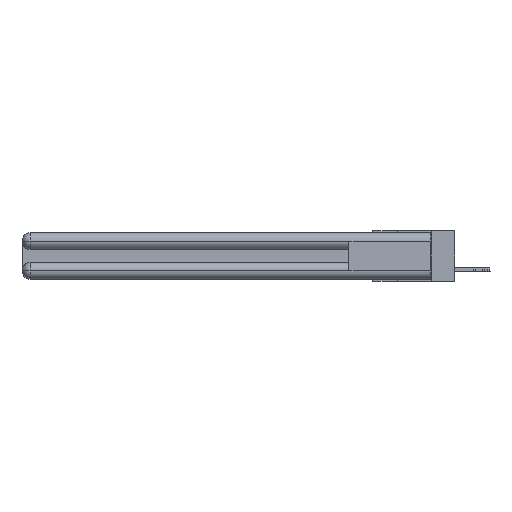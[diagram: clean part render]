
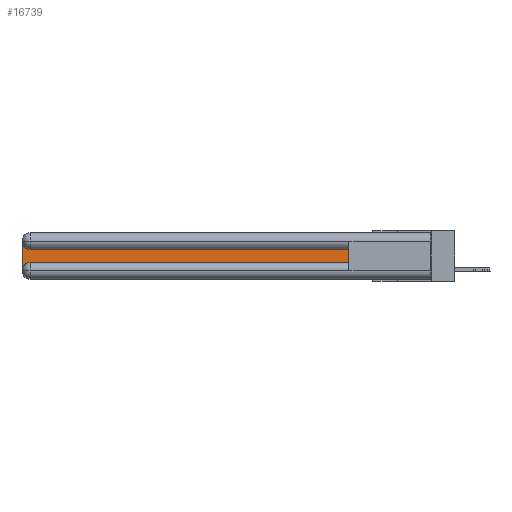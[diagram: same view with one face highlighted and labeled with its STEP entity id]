
A CAD part, left-side view. The second image highlights one B-rep face of the part: STEP entity #16739.
In plain terms, the highlighted planar face has unit normal (-1, 0, 0).
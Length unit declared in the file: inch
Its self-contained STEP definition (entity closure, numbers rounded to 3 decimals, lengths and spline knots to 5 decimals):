
#272 = ORIENTED_EDGE ( 'NONE', *, *, #26500, .T. ) ;
#605 = CARTESIAN_POINT ( 'NONE',  ( 0.075, 2.94, -0.2175 ) ) ;
#662 = FACE_OUTER_BOUND ( 'NONE', #5319, .T. ) ;
#1146 = EDGE_CURVE ( 'NONE', #18607, #14057, #22466, .T. ) ;
#1599 = CARTESIAN_POINT ( 'NONE',  ( 0.075, 0.6, -0.2175 ) ) ;
#3219 = VECTOR ( 'NONE', #14851, 39.37008 ) ;
#3328 = ORIENTED_EDGE ( 'NONE', *, *, #28552, .T. ) ;
#3622 = ORIENTED_EDGE ( 'NONE', *, *, #28644, .T. ) ;
#3724 = AXIS2_PLACEMENT_3D ( 'NONE', #13472, #27159, #21033 ) ;
#3915 = CARTESIAN_POINT ( 'NONE',  ( 0.075, 3., -0.2775 ) ) ;
#4652 = AXIS2_PLACEMENT_3D ( 'NONE', #28036, #7924, #5230 ) ;
#5230 = DIRECTION ( 'NONE',  ( 0., 0., -1. ) ) ;
#5319 = EDGE_LOOP ( 'NONE', ( #272, #29589, #3328, #18010, #3622, #20252 ) ) ;
#7626 = EDGE_CURVE ( 'NONE', #20085, #28141, #24539, .T. ) ;
#7924 = DIRECTION ( 'NONE',  ( 1., 0., 0. ) ) ;
#8125 = CARTESIAN_POINT ( 'NONE',  ( 0.075, 0.6, -0.1225 ) ) ;
#8788 = CIRCLE ( 'NONE', #4652, 0.06 ) ;
#9031 = PLANE ( 'NONE',  #3724 ) ;
#11210 = VECTOR ( 'NONE', #13571, 39.37008 ) ;
#12456 = CARTESIAN_POINT ( 'NONE',  ( 0.075, 3., -0.2175 ) ) ;
#13472 = CARTESIAN_POINT ( 'NONE',  ( 0.075, 3., -0.1225 ) ) ;
#13571 = DIRECTION ( 'NONE',  ( 0., 1., 0. ) ) ;
#14057 = VERTEX_POINT ( 'NONE', #8125 ) ;
#14126 = CARTESIAN_POINT ( 'NONE',  ( 0.075, 0.6, -0.2175 ) ) ;
#14362 = DIRECTION ( 'NONE',  ( 0., 0., -1. ) ) ;
#14435 = DIRECTION ( 'NONE',  ( 0., 0., -1. ) ) ;
#14851 = DIRECTION ( 'NONE',  ( 0., -1., 0. ) ) ;
#16739 = ADVANCED_FACE ( 'NONE', ( #662 ), #9031, .F. ) ;
#17141 = VECTOR ( 'NONE', #14435, 39.37008 ) ;
#18010 = ORIENTED_EDGE ( 'NONE', *, *, #26083, .T. ) ;
#18607 = VERTEX_POINT ( 'NONE', #14126 ) ;
#18915 = DIRECTION ( 'NONE',  ( 1., 0., 0. ) ) ;
#20085 = VERTEX_POINT ( 'NONE', #28086 ) ;
#20252 = ORIENTED_EDGE ( 'NONE', *, *, #1146, .T. ) ;
#20381 = LINE ( 'NONE', #12456, #17141 ) ;
#21033 = DIRECTION ( 'NONE',  ( 0., 0., -1. ) ) ;
#21037 = VECTOR ( 'NONE', #24490, 39.37008 ) ;
#21319 = CARTESIAN_POINT ( 'NONE',  ( 0.075, 2.94, -0.0625 ) ) ;
#21979 = CARTESIAN_POINT ( 'NONE',  ( 0.075, 0.6, -0.2175 ) ) ;
#22466 = LINE ( 'NONE', #1599, #21037 ) ;
#23404 = LINE ( 'NONE', #27627, #11210 ) ;
#23956 = LINE ( 'NONE', #21979, #3219 ) ;
#24490 = DIRECTION ( 'NONE',  ( 0., 0., 1. ) ) ;
#24539 = CIRCLE ( 'NONE', #28655, 0.06 ) ;
#25132 = VERTEX_POINT ( 'NONE', #605 ) ;
#26083 = EDGE_CURVE ( 'NONE', #26391, #25132, #8788, .T. ) ;
#26391 = VERTEX_POINT ( 'NONE', #3915 ) ;
#26500 = EDGE_CURVE ( 'NONE', #14057, #20085, #23404, .T. ) ;
#27159 = DIRECTION ( 'NONE',  ( 1., 0., 0. ) ) ;
#27627 = CARTESIAN_POINT ( 'NONE',  ( 0.075, 0.6, -0.1225 ) ) ;
#28036 = CARTESIAN_POINT ( 'NONE',  ( 0.075, 2.94, -0.2775 ) ) ;
#28086 = CARTESIAN_POINT ( 'NONE',  ( 0.075, 2.94, -0.1225 ) ) ;
#28141 = VERTEX_POINT ( 'NONE', #29322 ) ;
#28552 = EDGE_CURVE ( 'NONE', #28141, #26391, #20381, .T. ) ;
#28644 = EDGE_CURVE ( 'NONE', #25132, #18607, #23956, .T. ) ;
#28655 = AXIS2_PLACEMENT_3D ( 'NONE', #21319, #18915, #14362 ) ;
#29322 = CARTESIAN_POINT ( 'NONE',  ( 0.075, 3., -0.0625 ) ) ;
#29589 = ORIENTED_EDGE ( 'NONE', *, *, #7626, .T. ) ;
